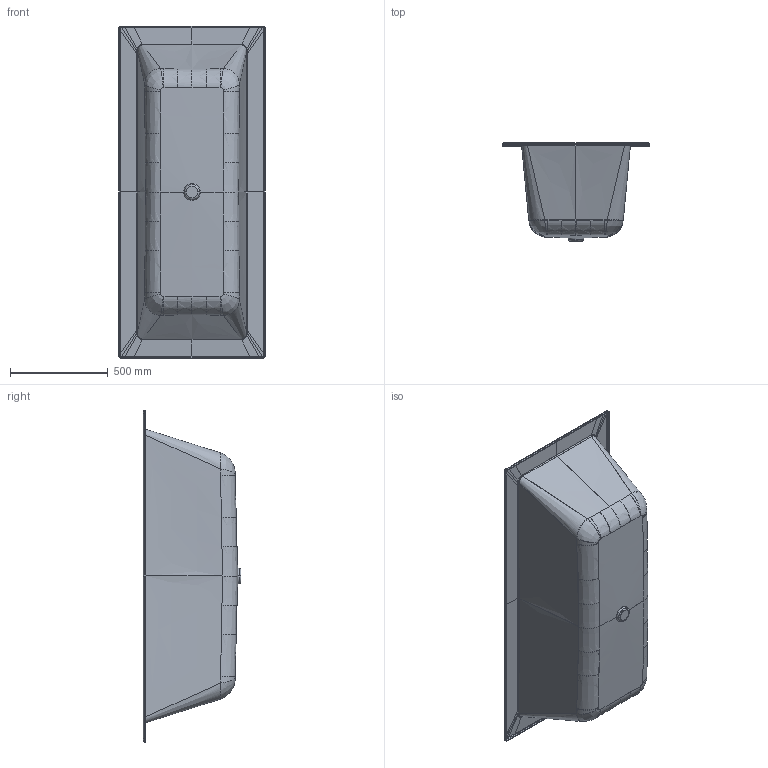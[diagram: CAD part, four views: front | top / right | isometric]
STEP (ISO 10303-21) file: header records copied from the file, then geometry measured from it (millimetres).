
FILE_DESCRIPTION((''),'2;1');
FILE_NAME('COLOMBO-151214_ASM','2015-01-21T',('grootj'),('Villeroy & Boch Wellness bv'),'CREO PARAMETRIC BY PTC INC, 2014440','CREO PARAMETRIC BY PTC INC, 2014440','');
FILE_SCHEMA(('CONFIG_CONTROL_DESIGN'));
Length unit declared in the file: millimetre
Products named in the file (3): LEGATO-170X75X48-21012015; OVERLOOP_LEGATO17075_210115; COLOMBO-151214_ASM
Assembly tree (2 placements, depth 2):
  COLOMBO-151214_ASM
    LEGATO-170X75X48-21012015
    OVERLOOP_LEGATO17075_210115
Bounding box: 750 x 500.79 x 1700 mm (x, y, z)
Volume: 10713480.9 mm3; surface area: 5374740.3 mm2
Topology: 3 solids, 3 shells, 298 faces, 736 edges, 465 vertices
Faces by surface type: bspline 248, torus 14, plane 14, cylinder 12, cone 8, sphere 2
Entity records: 20431 total; most frequent: CARTESIAN_POINT 15028, ORIENTED_EDGE 1412, EDGE_CURVE 706, DIRECTION 577, B_SPLINE_CURVE_WITH_KNOTS 449, VERTEX_POINT 415, EDGE_LOOP 299, FACE_OUTER_BOUND 298
